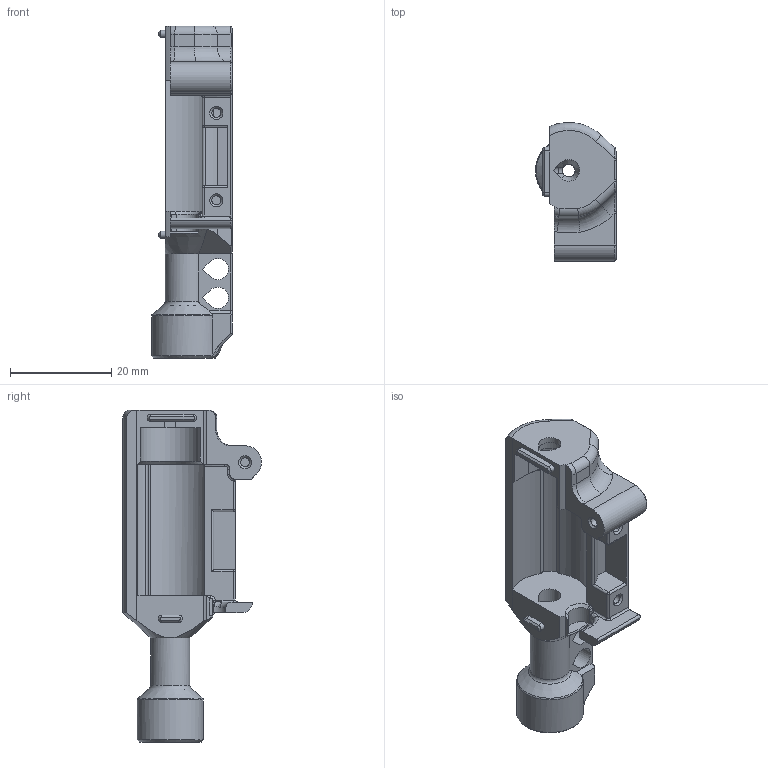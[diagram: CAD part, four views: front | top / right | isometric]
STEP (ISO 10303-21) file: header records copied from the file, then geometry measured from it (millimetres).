
FILE_DESCRIPTION(/* description */ (''),/* implementation_level */ '2;1');
FILE_NAME(/* name */ 'Stumpy_PSF_Housing v2.step',/* time_stamp */ '2026-01-02T11:19:43+13:00',/* author */ (''),/* organization */ (''),/* preprocessor_version */ 'ST-DEVELOPER v20.1',/* originating_system */ 'Autodesk Translation Framework v14.21.0.0',/* authorisation */ '');
FILE_SCHEMA (('AUTOMOTIVE_DESIGN { 1 0 10303 214 3 1 1 }'));
Length unit declared in the file: millimetre
Products named in the file (1): sensor_housing
Bounding box: 16.02 x 27.49 x 65.7 mm (x, y, z)
Volume: 7151.2 mm3; surface area: 5859.2 mm2
Topology: 1 solids, 1 shells, 233 faces, 597 edges, 370 vertices
Faces by surface type: plane 112, cylinder 64, cone 22, bspline 20, torus 13, sphere 2
Full cylindrical faces by diameter (mm): 1.8 x3, 2.5 x1
Entity records: 7727 total; most frequent: CARTESIAN_POINT 2161, ORIENTED_EDGE 1190, DIRECTION 1099, EDGE_CURVE 595, AXIS2_PLACEMENT_3D 375, VERTEX_POINT 370, LINE 349, VECTOR 349
